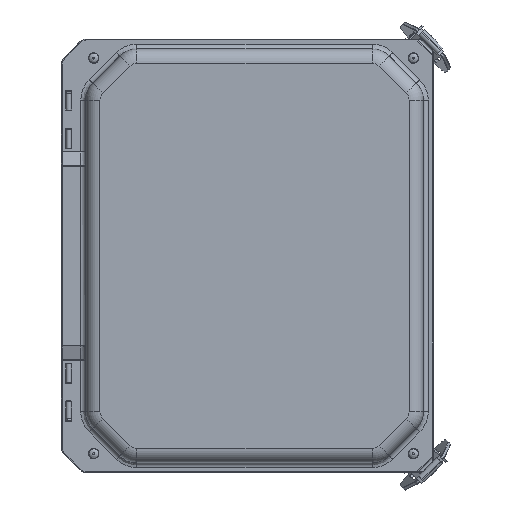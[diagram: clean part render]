
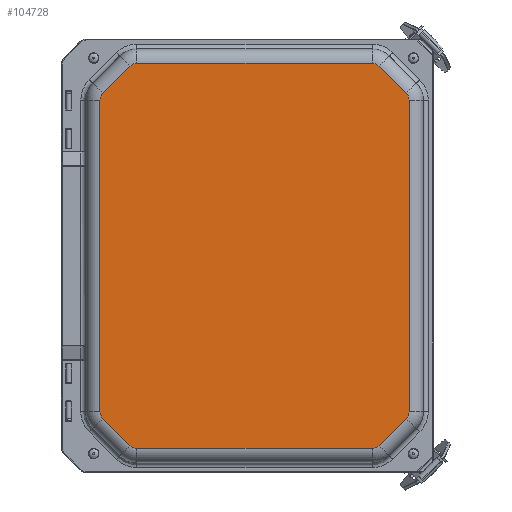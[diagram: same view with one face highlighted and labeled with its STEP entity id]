
A CAD part, top view. The second image highlights one B-rep face of the part: STEP entity #104728.
In plain terms, the highlighted planar face has unit normal (0, 0, 1).
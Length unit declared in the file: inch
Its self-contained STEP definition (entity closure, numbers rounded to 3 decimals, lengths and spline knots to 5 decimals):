
#375 = VERTEX_POINT ( 'NONE', #82719 ) ;
#2819 = VECTOR ( 'NONE', #66114, 39.37008 ) ;
#5876 = VECTOR ( 'NONE', #15144, 39.37008 ) ;
#9932 = CARTESIAN_POINT ( 'NONE',  ( 3.996, 4.28156, 6.312 ) ) ;
#10815 = DIRECTION ( 'NONE',  ( 0., 0., 1. ) ) ;
#14017 = VECTOR ( 'NONE', #27624, 39.37008 ) ;
#14545 = VECTOR ( 'NONE', #20090, 39.37008 ) ;
#15124 = VERTEX_POINT ( 'NONE', #110871 ) ;
#15144 = DIRECTION ( 'NONE',  ( 0.707, -0.707, 0. ) ) ;
#16487 = PLANE ( 'NONE',  #65383 ) ;
#17627 = DIRECTION ( 'NONE',  ( -0.707, 0.707, 0. ) ) ;
#17913 = AXIS2_PLACEMENT_3D ( 'NONE', #90996, #10815, #80886 ) ;
#18336 = VERTEX_POINT ( 'NONE', #90845 ) ;
#18341 = EDGE_CURVE ( 'NONE', #43547, #110061, #109527, .T. ) ;
#20090 = DIRECTION ( 'NONE',  ( -1., 0., 0. ) ) ;
#21072 = CIRCLE ( 'NONE', #56605, 0.25386 ) ;
#21182 = CIRCLE ( 'NONE', #80788, 0.25386 ) ;
#21823 = CARTESIAN_POINT ( 'NONE',  ( 4.07036, -4.10206, 6.312 ) ) ;
#22461 = CARTESIAN_POINT ( 'NONE',  ( 3.10006, 4.8185, 6.312 ) ) ;
#24486 = VERTEX_POINT ( 'NONE', #128480 ) ;
#24499 = DIRECTION ( 'NONE',  ( 0., -1., 0. ) ) ;
#24657 = EDGE_CURVE ( 'NONE', #118358, #109079, #80877, .T. ) ;
#25747 = VECTOR ( 'NONE', #88666, 39.37008 ) ;
#27624 = DIRECTION ( 'NONE',  ( 1., 0., 0. ) ) ;
#27984 = LINE ( 'NONE', #103054, #2819 ) ;
#28566 = VERTEX_POINT ( 'NONE', #9932 ) ;
#30435 = DIRECTION ( 'NONE',  ( 0., 0., 1. ) ) ;
#30972 = EDGE_CURVE ( 'NONE', #15124, #117284, #21182, .T. ) ;
#36247 = VECTOR ( 'NONE', #24499, 39.37008 ) ;
#36276 = EDGE_CURVE ( 'NONE', #375, #84293, #114683, .T. ) ;
#37634 = EDGE_CURVE ( 'NONE', #62019, #117284, #118102, .T. ) ;
#38192 = LINE ( 'NONE', #112413, #63351 ) ;
#39277 = CARTESIAN_POINT ( 'NONE',  ( -3.8185, 4.10206, 6.312 ) ) ;
#43063 = CARTESIAN_POINT ( 'NONE',  ( -3.998, -4.28156, 6.312 ) ) ;
#43547 = VERTEX_POINT ( 'NONE', #106732 ) ;
#44866 = ORIENTED_EDGE ( 'NONE', *, *, #124862, .F. ) ;
#44925 = ORIENTED_EDGE ( 'NONE', *, *, #128620, .F. ) ;
#45008 = ORIENTED_EDGE ( 'NONE', *, *, #115346, .F. ) ;
#47956 = EDGE_CURVE ( 'NONE', #62019, #28566, #55436, .T. ) ;
#48081 = CARTESIAN_POINT ( 'NONE',  ( -4.06914, 4.21042, 6.312 ) ) ;
#52904 = DIRECTION ( 'NONE',  ( 1., 0., 0. ) ) ;
#53558 = CARTESIAN_POINT ( 'NONE',  ( 4.07036, 4.10206, 6.312 ) ) ;
#53749 = CARTESIAN_POINT ( 'NONE',  ( -3.28156, 4.998, 6.312 ) ) ;
#54691 = ORIENTED_EDGE ( 'NONE', *, *, #100754, .T. ) ;
#55436 = CIRCLE ( 'NONE', #97465, 0.25386 ) ;
#56585 = ORIENTED_EDGE ( 'NONE', *, *, #105157, .F. ) ;
#56605 = AXIS2_PLACEMENT_3D ( 'NONE', #22461, #62570, #84226 ) ;
#56657 = EDGE_CURVE ( 'NONE', #24486, #109079, #71346, .T. ) ;
#57189 = ORIENTED_EDGE ( 'NONE', *, *, #30972, .T. ) ;
#58567 = DIRECTION ( 'NONE',  ( 0., 0., 1. ) ) ;
#59063 = LINE ( 'NONE', #48081, #25747 ) ;
#62019 = VERTEX_POINT ( 'NONE', #53558 ) ;
#62219 = CARTESIAN_POINT ( 'NONE',  ( -3.8185, -4.10206, 6.312 ) ) ;
#62570 = DIRECTION ( 'NONE',  ( 0., 0., 1. ) ) ;
#63326 = CARTESIAN_POINT ( 'NONE',  ( 3.27956, -4.998, 6.312 ) ) ;
#63351 = VECTOR ( 'NONE', #81275, 39.37008 ) ;
#64184 = EDGE_CURVE ( 'NONE', #94705, #18336, #21072, .T. ) ;
#65383 = AXIS2_PLACEMENT_3D ( 'NONE', #125232, #116821, #105357 ) ;
#66114 = DIRECTION ( 'NONE',  ( 0., 1., 0. ) ) ;
#66157 = CARTESIAN_POINT ( 'NONE',  ( -3.28156, -4.998, 6.312 ) ) ;
#66254 = ORIENTED_EDGE ( 'NONE', *, *, #18341, .T. ) ;
#66717 = AXIS2_PLACEMENT_3D ( 'NONE', #83487, #113773, #103604 ) ;
#67753 = EDGE_CURVE ( 'NONE', #118358, #84293, #76789, .T. ) ;
#67883 = VERTEX_POINT ( 'NONE', #63326 ) ;
#68424 = ORIENTED_EDGE ( 'NONE', *, *, #36276, .T. ) ;
#68559 = DIRECTION ( 'NONE',  ( 0., -1., 0. ) ) ;
#68918 = ORIENTED_EDGE ( 'NONE', *, *, #75632, .F. ) ;
#69151 = CARTESIAN_POINT ( 'NONE',  ( 3.8165, -4.10206, 6.312 ) ) ;
#71346 = LINE ( 'NONE', #110320, #14545 ) ;
#72544 = FACE_OUTER_BOUND ( 'NONE', #75872, .T. ) ;
#75510 = CARTESIAN_POINT ( 'NONE',  ( 3.70892, 4.56864, 6.312 ) ) ;
#75632 = EDGE_CURVE ( 'NONE', #43547, #94037, #59063, .T. ) ;
#75872 = EDGE_LOOP ( 'NONE', ( #68424, #128639, #86816, #114083, #123629, #45008, #57189, #77325, #101401, #44925, #114344, #44866, #54691, #68918, #66254, #56585 ) ) ;
#76789 = LINE ( 'NONE', #79333, #123930 ) ;
#77325 = ORIENTED_EDGE ( 'NONE', *, *, #37634, .F. ) ;
#77747 = CIRCLE ( 'NONE', #116436, 0.25386 ) ;
#78590 = CARTESIAN_POINT ( 'NONE',  ( -4.07236, 4.10206, 6.312 ) ) ;
#79333 = CARTESIAN_POINT ( 'NONE',  ( -3.71092, -4.56864, 6.312 ) ) ;
#80538 = VERTEX_POINT ( 'NONE', #84390 ) ;
#80739 = CARTESIAN_POINT ( 'NONE',  ( 3.8165, 4.10206, 6.312 ) ) ;
#80788 = AXIS2_PLACEMENT_3D ( 'NONE', #69151, #58567, #129900 ) ;
#80877 = CIRCLE ( 'NONE', #17913, 0.25386 ) ;
#80886 = DIRECTION ( 'NONE',  ( 1., 0., 0. ) ) ;
#81275 = DIRECTION ( 'NONE',  ( -0.707, -0.707, 0. ) ) ;
#82719 = CARTESIAN_POINT ( 'NONE',  ( -4.07236, -4.10206, 6.312 ) ) ;
#83487 = CARTESIAN_POINT ( 'NONE',  ( 3.10006, -4.8185, 6.312 ) ) ;
#83906 = CARTESIAN_POINT ( 'NONE',  ( 3.27956, 4.998, 6.312 ) ) ;
#84226 = DIRECTION ( 'NONE',  ( 0., -1., 0. ) ) ;
#84293 = VERTEX_POINT ( 'NONE', #43063 ) ;
#84390 = CARTESIAN_POINT ( 'NONE',  ( -3.10206, 5.07236, 6.312 ) ) ;
#86816 = ORIENTED_EDGE ( 'NONE', *, *, #24657, .T. ) ;
#88666 = DIRECTION ( 'NONE',  ( 0.707, 0.707, 0. ) ) ;
#89996 = DIRECTION ( 'NONE',  ( 1., 0., 0. ) ) ;
#90845 = CARTESIAN_POINT ( 'NONE',  ( 3.10006, 5.07236, 6.312 ) ) ;
#90996 = CARTESIAN_POINT ( 'NONE',  ( -3.10206, -4.8185, 6.312 ) ) ;
#92565 = DIRECTION ( 'NONE',  ( 0., 0., 1. ) ) ;
#93109 = CARTESIAN_POINT ( 'NONE',  ( -3.10206, -5.07236, 6.312 ) ) ;
#94037 = VERTEX_POINT ( 'NONE', #53749 ) ;
#94705 = VERTEX_POINT ( 'NONE', #83906 ) ;
#97465 = AXIS2_PLACEMENT_3D ( 'NONE', #80739, #92565, #52904 ) ;
#100754 = EDGE_CURVE ( 'NONE', #80538, #94037, #77747, .T. ) ;
#100933 = EDGE_CURVE ( 'NONE', #24486, #67883, #108143, .T. ) ;
#101401 = ORIENTED_EDGE ( 'NONE', *, *, #47956, .T. ) ;
#103054 = CARTESIAN_POINT ( 'NONE',  ( -4.07236, -2.05103, 6.312 ) ) ;
#103604 = DIRECTION ( 'NONE',  ( 0., -1., 0. ) ) ;
#104728 = ADVANCED_FACE ( 'NONE', ( #72544 ), #16487, .T. ) ;
#105157 = EDGE_CURVE ( 'NONE', #375, #110061, #27984, .T. ) ;
#105357 = DIRECTION ( 'NONE',  ( 1., 0., 0. ) ) ;
#106732 = CARTESIAN_POINT ( 'NONE',  ( -3.998, 4.28156, 6.312 ) ) ;
#108143 = CIRCLE ( 'NONE', #66717, 0.25386 ) ;
#109079 = VERTEX_POINT ( 'NONE', #93109 ) ;
#109527 = CIRCLE ( 'NONE', #120932, 0.25386 ) ;
#110061 = VERTEX_POINT ( 'NONE', #78590 ) ;
#110320 = CARTESIAN_POINT ( 'NONE',  ( 1.54953, -5.07236, 6.312 ) ) ;
#110871 = CARTESIAN_POINT ( 'NONE',  ( 3.996, -4.28156, 6.312 ) ) ;
#112413 = CARTESIAN_POINT ( 'NONE',  ( 4.06714, -4.21042, 6.312 ) ) ;
#112841 = DIRECTION ( 'NONE',  ( 0., 0., 1. ) ) ;
#113265 = AXIS2_PLACEMENT_3D ( 'NONE', #62219, #112841, #122969 ) ;
#113773 = DIRECTION ( 'NONE',  ( 0., 0., 1. ) ) ;
#114083 = ORIENTED_EDGE ( 'NONE', *, *, #56657, .F. ) ;
#114344 = ORIENTED_EDGE ( 'NONE', *, *, #64184, .T. ) ;
#114683 = CIRCLE ( 'NONE', #113265, 0.25386 ) ;
#115346 = EDGE_CURVE ( 'NONE', #15124, #67883, #38192, .T. ) ;
#115653 = CARTESIAN_POINT ( 'NONE',  ( 4.07036, 2.05103, 6.312 ) ) ;
#116146 = LINE ( 'NONE', #75510, #5876 ) ;
#116436 = AXIS2_PLACEMENT_3D ( 'NONE', #118688, #128890, #68559 ) ;
#116821 = DIRECTION ( 'NONE',  ( 0., 0., 1. ) ) ;
#117284 = VERTEX_POINT ( 'NONE', #21823 ) ;
#118102 = LINE ( 'NONE', #115653, #36247 ) ;
#118358 = VERTEX_POINT ( 'NONE', #66157 ) ;
#118688 = CARTESIAN_POINT ( 'NONE',  ( -3.10206, 4.8185, 6.312 ) ) ;
#120932 = AXIS2_PLACEMENT_3D ( 'NONE', #39277, #30435, #89996 ) ;
#122969 = DIRECTION ( 'NONE',  ( 1., 0., 0. ) ) ;
#123629 = ORIENTED_EDGE ( 'NONE', *, *, #100933, .T. ) ;
#123930 = VECTOR ( 'NONE', #17627, 39.37008 ) ;
#124254 = LINE ( 'NONE', #128499, #14017 ) ;
#124862 = EDGE_CURVE ( 'NONE', #80538, #18336, #124254, .T. ) ;
#125232 = CARTESIAN_POINT ( 'NONE',  ( -0.001, 0., 6.312 ) ) ;
#128480 = CARTESIAN_POINT ( 'NONE',  ( 3.10006, -5.07236, 6.312 ) ) ;
#128499 = CARTESIAN_POINT ( 'NONE',  ( -1.55153, 5.07236, 6.312 ) ) ;
#128620 = EDGE_CURVE ( 'NONE', #94705, #28566, #116146, .T. ) ;
#128639 = ORIENTED_EDGE ( 'NONE', *, *, #67753, .F. ) ;
#128890 = DIRECTION ( 'NONE',  ( 0., 0., 1. ) ) ;
#129900 = DIRECTION ( 'NONE',  ( 1., 0., 0. ) ) ;
